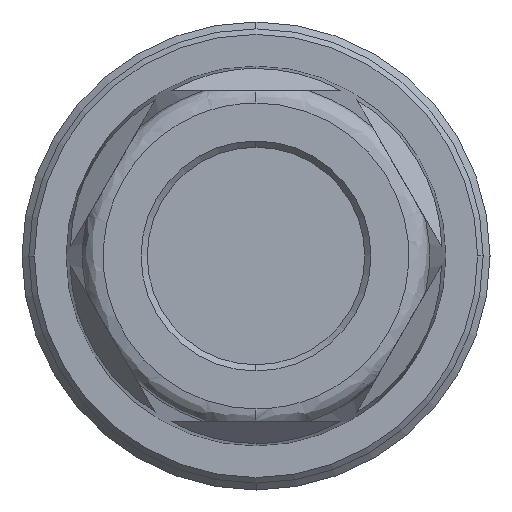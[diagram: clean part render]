
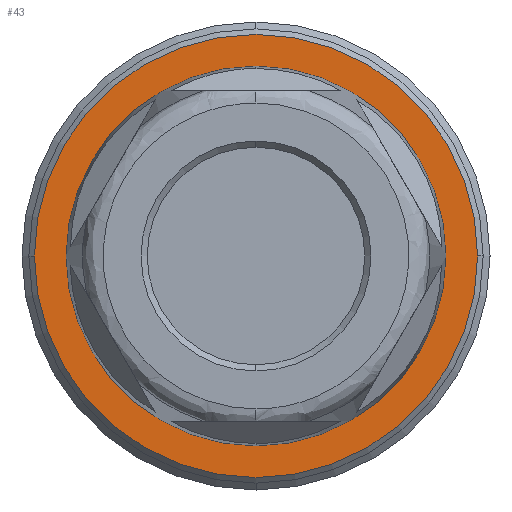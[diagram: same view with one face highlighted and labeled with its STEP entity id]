
A CAD part, left-side view. The second image highlights one B-rep face of the part: STEP entity #43.
In plain terms, the highlighted planar face has unit normal (-1, 0, 0).
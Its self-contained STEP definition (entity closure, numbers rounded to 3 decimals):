
#43 = ADVANCED_FACE ( 'NONE', ( #4214, #4212 ), #1864, .F. ) ;
#657 = ORIENTED_EDGE ( 'NONE', *, *, #1177, .F. ) ;
#658 = ORIENTED_EDGE ( 'NONE', *, *, #3504, .F. ) ;
#659 = ORIENTED_EDGE ( 'NONE', *, *, #3494, .F. ) ;
#660 = ORIENTED_EDGE ( 'NONE', *, *, #1175, .F. ) ;
#751 = EDGE_LOOP ( 'NONE', ( #658, #657 ) ) ;
#752 = EDGE_LOOP ( 'NONE', ( #660, #659 ) ) ;
#1175 = EDGE_CURVE ( 'NONE', #2305, #2323, #4437, .T. ) ;
#1177 = EDGE_CURVE ( 'NONE', #2313, #2317, #4405, .T. ) ;
#1201 = DIRECTION ( 'NONE',  ( 0., 1., 0. ) ) ;
#1202 = DIRECTION ( 'NONE',  ( 1., 0., 0. ) ) ;
#1203 = CARTESIAN_POINT ( 'NONE',  ( 22.9, 0., 0. ) ) ;
#1233 = DIRECTION ( 'NONE',  ( 0., 0., -1. ) ) ;
#1234 = DIRECTION ( 'NONE',  ( -1., 0., 0. ) ) ;
#1235 = CARTESIAN_POINT ( 'NONE',  ( 22.9, 0., 0. ) ) ;
#1402 = CIRCLE ( 'NONE', #3298, 16.1 ) ;
#1431 = CIRCLE ( 'NONE', #3293, 13.8 ) ;
#1688 = CARTESIAN_POINT ( 'NONE',  ( 22.9, 0., -13.8 ) ) ;
#1699 = CARTESIAN_POINT ( 'NONE',  ( 22.9, -16.1, 0. ) ) ;
#1700 = CARTESIAN_POINT ( 'NONE',  ( 22.9, 16.1, 0. ) ) ;
#1707 = CARTESIAN_POINT ( 'NONE',  ( 22.9, 0., 13.8 ) ) ;
#1859 = DIRECTION ( 'NONE',  ( 0., 0., -1. ) ) ;
#1860 = DIRECTION ( 'NONE',  ( 1., 0., 0. ) ) ;
#1863 = CARTESIAN_POINT ( 'NONE',  ( 22.9, 8.5, 0. ) ) ;
#1864 = PLANE ( 'NONE',  #3700 ) ;
#2305 = VERTEX_POINT ( 'NONE', #1688 ) ;
#2313 = VERTEX_POINT ( 'NONE', #1699 ) ;
#2317 = VERTEX_POINT ( 'NONE', #1700 ) ;
#2323 = VERTEX_POINT ( 'NONE', #1707 ) ;
#3168 = AXIS2_PLACEMENT_3D ( 'NONE', #3873, #3872, #3870 ) ;
#3170 = AXIS2_PLACEMENT_3D ( 'NONE', #3865, #3863, #3862 ) ;
#3293 = AXIS2_PLACEMENT_3D ( 'NONE', #1235, #1234, #1233 ) ;
#3298 = AXIS2_PLACEMENT_3D ( 'NONE', #1203, #1202, #1201 ) ;
#3494 = EDGE_CURVE ( 'NONE', #2323, #2305, #1431, .T. ) ;
#3504 = EDGE_CURVE ( 'NONE', #2317, #2313, #1402, .T. ) ;
#3700 = AXIS2_PLACEMENT_3D ( 'NONE', #1863, #1860, #1859 ) ;
#3862 = DIRECTION ( 'NONE',  ( 0., 1., 0. ) ) ;
#3863 = DIRECTION ( 'NONE',  ( 1., 0., 0. ) ) ;
#3865 = CARTESIAN_POINT ( 'NONE',  ( 22.9, 0., 0. ) ) ;
#3870 = DIRECTION ( 'NONE',  ( 0., 0., -1. ) ) ;
#3872 = DIRECTION ( 'NONE',  ( -1., 0., 0. ) ) ;
#3873 = CARTESIAN_POINT ( 'NONE',  ( 22.9, 0., 0. ) ) ;
#4212 = FACE_OUTER_BOUND ( 'NONE', #751, .T. ) ;
#4214 = FACE_BOUND ( 'NONE', #752, .T. ) ;
#4405 = CIRCLE ( 'NONE', #3170, 16.1 ) ;
#4437 = CIRCLE ( 'NONE', #3168, 13.8 ) ;
